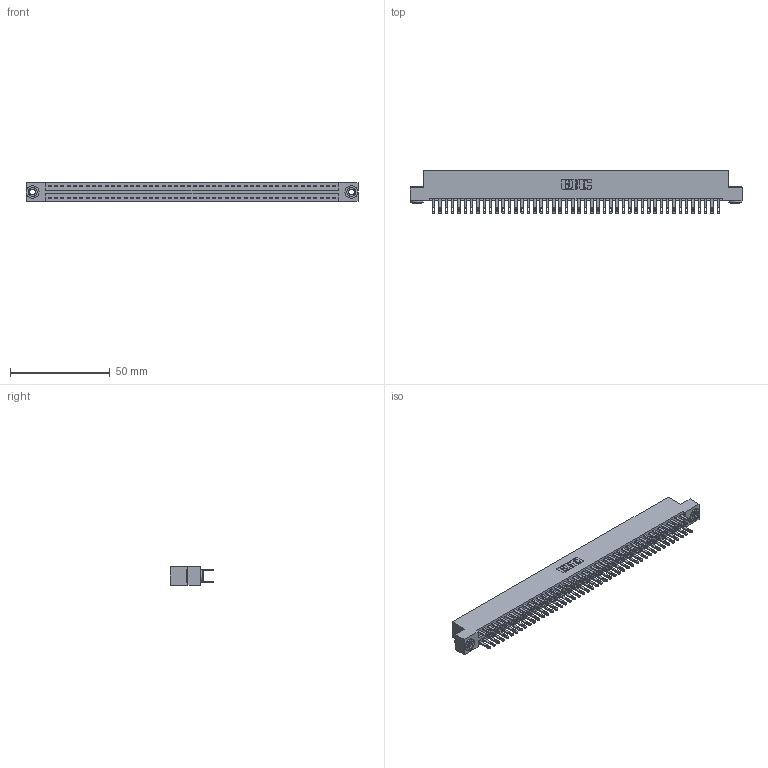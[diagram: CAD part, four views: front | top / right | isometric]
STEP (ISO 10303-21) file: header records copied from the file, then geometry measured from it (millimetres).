
FILE_DESCRIPTION (( 'STEP AP203' ), '1' );
FILE_NAME ('896-092-500-203.STEP', '2021-07-28T03:01:37', ( '' ), ( '' ), 'SwSTEP 2.0', 'SolidWorks 2020', '' );
FILE_SCHEMA (( 'CONFIG_CONTROL_DESIGN' ));
Length unit declared in the file: inch
Products named in the file (4): 345-250-002_345-250-002-102; 846 Part_Flush Mounting Lugs - 0.156 Dia-TH; 896-092-500-203; 345-292-001_345-293-100
Assembly tree (95 placements, depth 2):
  896-092-500-203
    846 Part_Flush Mounting Lugs - 0.156 Dia-TH
    345-292-001_345-293-100  x92
    345-250-002_345-250-002-102  x2
Bounding box: 166.62 x 21.84 x 9.4 mm (x, y, z)
Volume: 16579.5 mm3; surface area: 24029.6 mm2
Topology: 95 solids, 95 shells, 4576 faces, 13929 edges, 9282 vertices
Faces by surface type: plane 2754, cylinder 1814, cone 8
Entity records: 30062 total; most frequent: CARTESIAN_POINT 4923, ORIENTED_EDGE 4850, DIRECTION 4423, EDGE_CURVE 2425, LINE 2081, VECTOR 2081, VERTEX_POINT 1614, AXIS2_PLACEMENT_3D 1171
